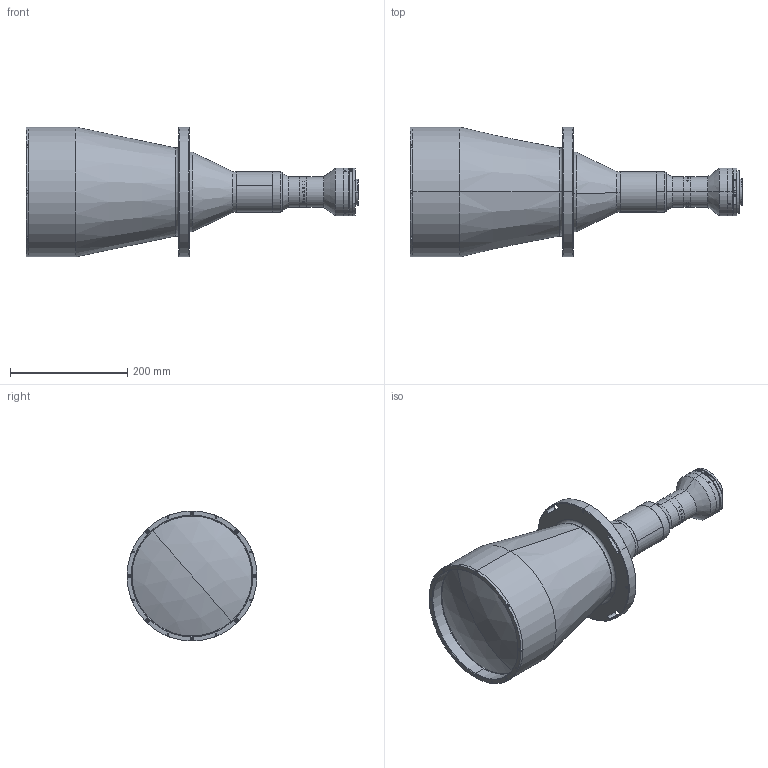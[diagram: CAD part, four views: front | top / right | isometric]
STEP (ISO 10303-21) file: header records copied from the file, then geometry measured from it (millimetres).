
FILE_DESCRIPTION (( 'STEP AP203' ), '1' );
FILE_NAME ('XF-PTL19532-F.STEP', '2019-07-23T01:56:10', ( 'lawlynn' ), ( '' ), 'SwSTEP 2.0', 'SolidWorks 2014', '' );
FILE_SCHEMA (( 'CONFIG_CONTROL_DESIGN' ));
Length unit declared in the file: millimetre
Products named in the file (1): XF-PTL19532-F
Bounding box: 567.26 x 222 x 222 mm (x, y, z)
Surface area: 387804.4 mm2 (no closed solid volume)
Topology: 0 solids, 39 shells, 297 faces, 1364 edges, 1096 vertices
Faces by surface type: cylinder 147, plane 86, cone 40, torus 16, sphere 4, bspline 4
Entity records: 19089 total; most frequent: CARTESIAN_POINT 8190, DIRECTION 2253, ORIENTED_EDGE 1934, EDGE_CURVE 1364, VERTEX_POINT 1096, AXIS2_PLACEMENT_3D 865, CIRCLE 571, VECTOR 523
